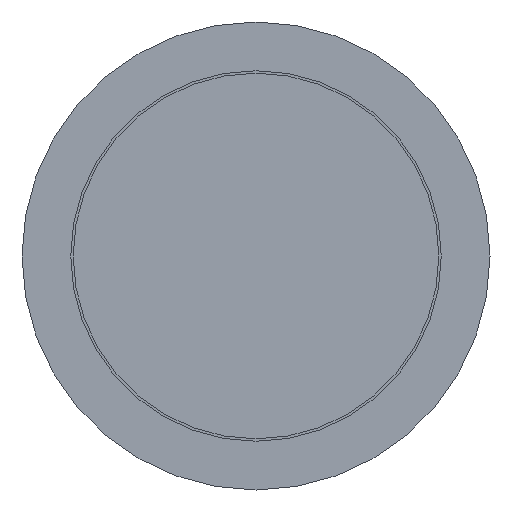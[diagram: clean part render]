
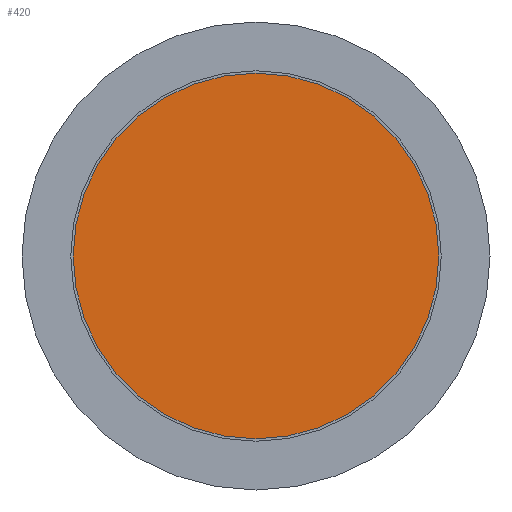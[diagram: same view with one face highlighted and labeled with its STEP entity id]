
A CAD part, front view. The second image highlights one B-rep face of the part: STEP entity #420.
In plain terms, the highlighted planar face has unit normal (0, -1, 0).
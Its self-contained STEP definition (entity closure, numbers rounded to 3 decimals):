
#54 = CARTESIAN_POINT ( 'NONE',  ( 0., 0., 0. ) ) ;
#87 = AXIS2_PLACEMENT_3D ( 'NONE', #54, #221, #102 ) ;
#96 = VERTEX_POINT ( 'NONE', #165 ) ;
#102 = DIRECTION ( 'NONE',  ( 0., 0., -1. ) ) ;
#165 = CARTESIAN_POINT ( 'NONE',  ( 0., 0., -18.75 ) ) ;
#221 = DIRECTION ( 'NONE',  ( 0., -1., 0. ) ) ;
#235 = PLANE ( 'NONE',  #495 ) ;
#271 = EDGE_CURVE ( 'NONE', #96, #96, #312, .T. ) ;
#277 = CARTESIAN_POINT ( 'NONE',  ( -18.75, 0., 0. ) ) ;
#312 = CIRCLE ( 'NONE', #87, 18.75 ) ;
#369 = DIRECTION ( 'NONE',  ( 0., 0., 1. ) ) ;
#420 = ADVANCED_FACE ( 'NONE', ( #449 ), #235, .F. ) ;
#442 = ORIENTED_EDGE ( 'NONE', *, *, #271, .T. ) ;
#449 = FACE_OUTER_BOUND ( 'NONE', #542, .T. ) ;
#452 = DIRECTION ( 'NONE',  ( 0., 1., 0. ) ) ;
#495 = AXIS2_PLACEMENT_3D ( 'NONE', #277, #452, #369 ) ;
#542 = EDGE_LOOP ( 'NONE', ( #442 ) ) ;
